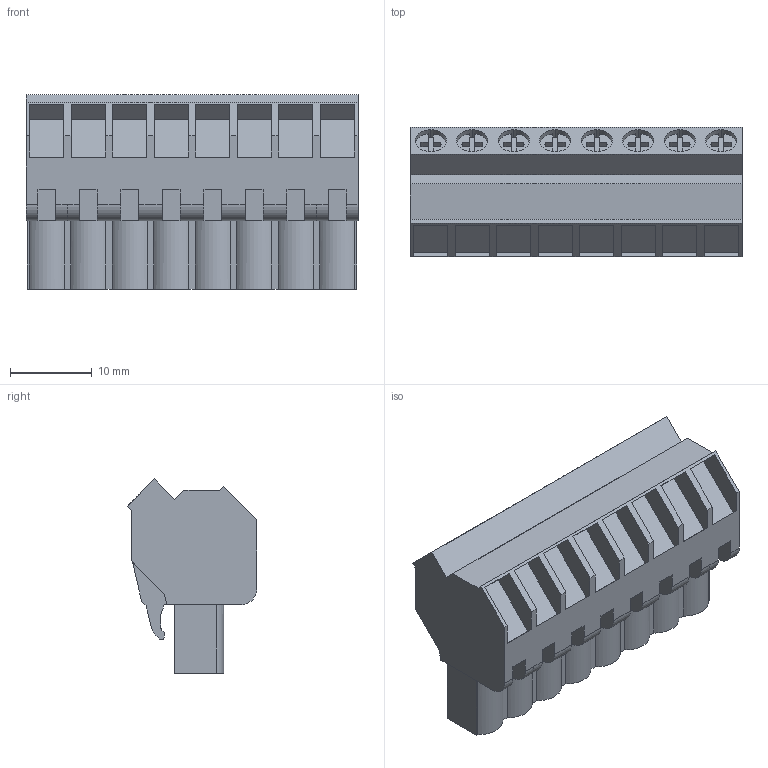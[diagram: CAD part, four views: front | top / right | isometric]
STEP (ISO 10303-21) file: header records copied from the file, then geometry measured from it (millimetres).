
FILE_DESCRIPTION(('CATIA V5 STEP Exchange','CAx-IF Rec.Pracs.--- Model Styling and Organization---1.2---2011-12-15'),'2;1');
FILE_NAME ('D1460081_0_1946620000_1946620000.stp','2017-09-23T15:28:47+00:00',('none'),('Weidmueller'),'CATIA Version 5-6 Release 2014','CATIA V5 STEP AP214','none');
FILE_SCHEMA(('AUTOMOTIVE_DESIGN { 1 0 10303 214 1 1 1 1 }'));
Length unit declared in the file: millimetre
Products named in the file (1): 1946620000
Bounding box: 40.64 x 15.88 x 23.77 mm (x, y, z)
Volume: 8734.8 mm3; surface area: 4955.6 mm2
Topology: 9 solids, 9 shells, 448 faces, 1287 edges, 874 vertices
Faces by surface type: plane 357, cylinder 87, extrusion 4
Entity records: 13719 total; most frequent: CARTESIAN_POINT 2621, ORIENTED_EDGE 2574, DIRECTION 1815, EDGE_CURVE 1287, VECTOR 1079, LINE 1075, VERTEX_POINT 874, AXIS2_PLACEMENT_3D 467
